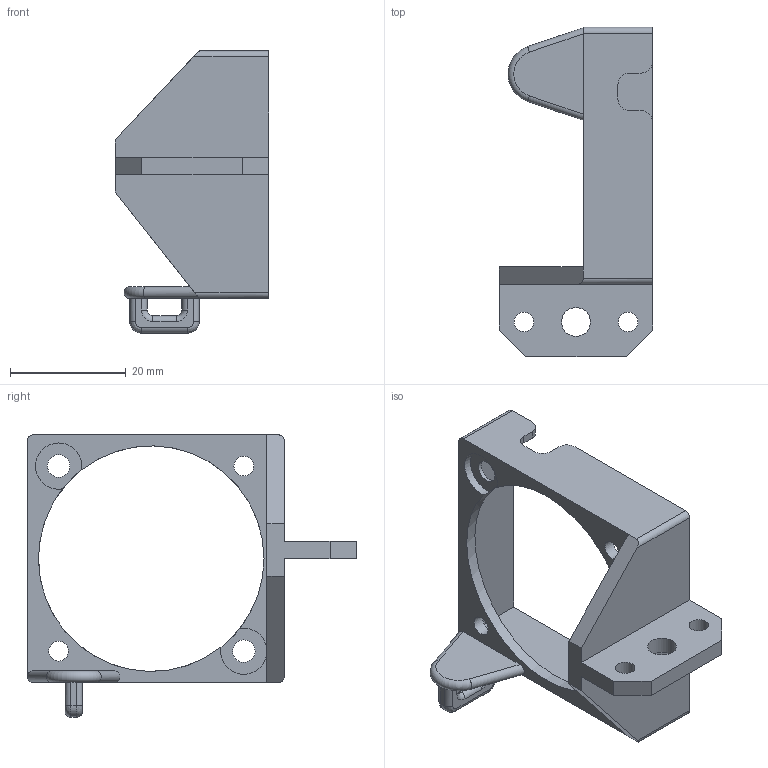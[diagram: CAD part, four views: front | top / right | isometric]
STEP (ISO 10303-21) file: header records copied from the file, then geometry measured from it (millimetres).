
FILE_DESCRIPTION(/* description */ (''),/* implementation_level */ '2;1');
FILE_NAME(/* name */ '617a03b4-e836-4d22-8a6d-9807466d0adc.stp',/* time_stamp */ '2020-04-23T22:13:40+00:00',/* author */ (''),/* organization */ (''),/* preprocessor_version */ 'ST-DEVELOPER v18.1',/* originating_system */ 'Autodesk Translation Framework v9.2.0.1227',/* authorisation */ '');
FILE_SCHEMA (('AUTOMOTIVE_DESIGN { 1 0 10303 214 3 1 1 }'));
Length unit declared in the file: millimetre
Products named in the file (1): Hemera BLTouch Fan Mount
Bounding box: 26.5 x 56.9 x 48.8 mm (x, y, z)
Volume: 6531.4 mm3; surface area: 7296.5 mm2
Topology: 2 solids, 2 shells, 82 faces, 224 edges, 143 vertices
Faces by surface type: plane 37, cylinder 36, torus 5, bspline 4
Full cylindrical faces by diameter (mm): 3.4 x4, 3.9 x2, 5 x1, 39 x1
Entity records: 2703 total; most frequent: CARTESIAN_POINT 504, DIRECTION 467, ORIENTED_EDGE 448, EDGE_CURVE 224, AXIS2_PLACEMENT_3D 168, VERTEX_POINT 143, LINE 131, VECTOR 131
